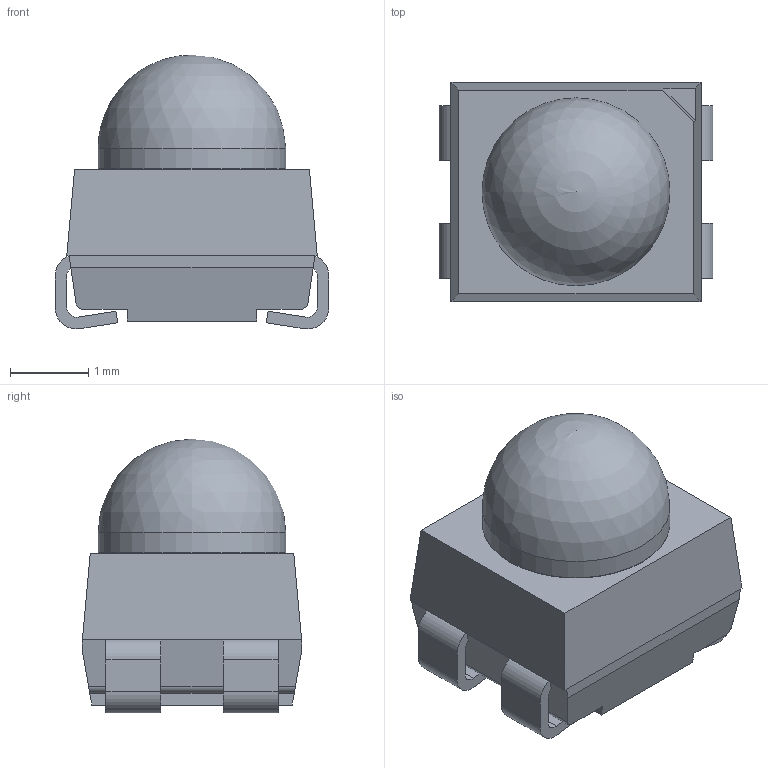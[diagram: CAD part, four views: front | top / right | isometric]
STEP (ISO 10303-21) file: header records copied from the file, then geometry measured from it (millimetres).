
FILE_DESCRIPTION(/* description */ ('Unknown'),/* implementation_level */ '2;1');
FILE_NAME(/* name */ '15414194A3011',/* time_stamp */ '2021-07-05T13:32:25+02:00',/* author */ ('Unknown'),/* organization */ ('Unknown'),/* preprocessor_version */ 'ST-DEVELOPER v16.7',/* originating_system */ 'Solid Edge',/* authorisation */ 'Unknown');
FILE_SCHEMA (('AUTOMOTIVE_DESIGN {1 0 10303 214 3 1 1}'));
Length unit declared in the file: millimetre
Products named in the file (4): 15414194A3011; Body; Pins; Lense
Assembly tree (3 placements, depth 2):
  15414194A3011
    Body
    Pins
    Lense
Bounding box: 3.5 x 2.8 x 3.5 mm (x, y, z)
Volume: 20.9 mm3; surface area: 89.5 mm2
Topology: 4 solids, 4 shells, 146 faces, 383 edges, 254 vertices
Faces by surface type: plane 111, cylinder 28, cone 3, bspline 3, sphere 1
Full cylindrical faces by diameter (mm): 0.075 x1, 2.4 x1
Entity records: 5369 total; most frequent: CARTESIAN_POINT 961, ORIENTED_EDGE 742, DIRECTION 728, EDGE_CURVE 371, LINE 304, VECTOR 304, VERTEX_POINT 251, AXIS2_PLACEMENT_3D 212
